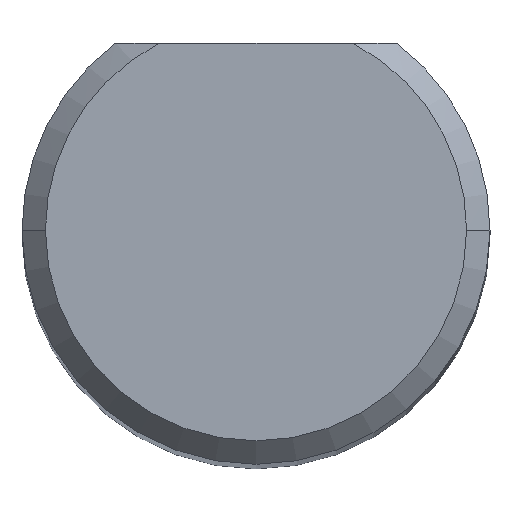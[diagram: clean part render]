
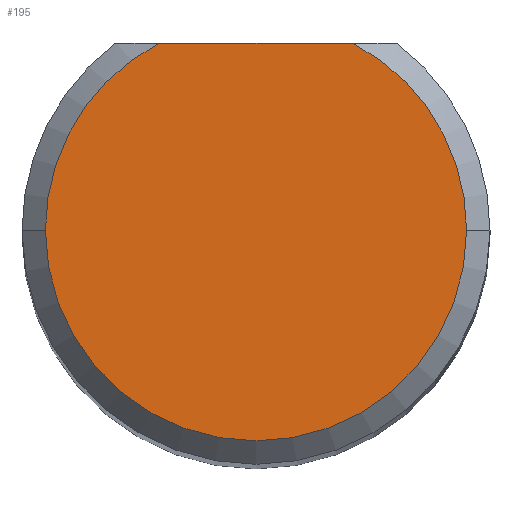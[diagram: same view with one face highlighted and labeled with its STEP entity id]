
A CAD part, top view. The second image highlights one B-rep face of the part: STEP entity #195.
In plain terms, the highlighted planar face has unit normal (0, 0, 1).
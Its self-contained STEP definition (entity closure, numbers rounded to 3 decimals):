
#131=VERTEX_POINT('NONE',#353);
#137=EDGE_CURVE('NONE',#235,#131,#359,.T.);
#145=EDGE_CURVE('NONE',#323,#235,#367,.T.);
#153=VERTEX_POINT('NONE',#375);
#173=EDGE_CURVE('NONE',#131,#153,#397,.T.);
#195=ADVANCED_FACE('NONE',(#422),#423,.F.);
#235=VERTEX_POINT('NONE',#469);
#277=EDGE_CURVE('NONE',#153,#323,#515,.F.);
#323=VERTEX_POINT('NONE',#565);
#353=CARTESIAN_POINT('',(0.825,1.6,0.));
#359=CIRCLE('',#596,1.8);
#367=CIRCLE('',#609,1.8);
#375=CARTESIAN_POINT('',(-0.825,1.6,0.));
#397=LINE('',#648,#649);
#422=FACE_OUTER_BOUND('',#682,.T.);
#423=PLANE('',#683);
#469=CARTESIAN_POINT('',(1.8,0.0,0.0));
#515=CIRCLE('',#826,1.8);
#565=CARTESIAN_POINT('',(-1.8,0.,0.0));
#596=AXIS2_PLACEMENT_3D('',#976,#977,#978);
#609=AXIS2_PLACEMENT_3D('',#981,#982,#983);
#648=CARTESIAN_POINT('',(-2.5,1.6,0.0));
#649=VECTOR('',#1014,1.0);
#682=EDGE_LOOP('',(#1048,#1049,#1050,#1051));
#683=AXIS2_PLACEMENT_3D('',#1052,#1053,#1054);
#826=AXIS2_PLACEMENT_3D('',#1172,#1173,#1174);
#976=CARTESIAN_POINT('',(0.0,0.0,0.0));
#977=DIRECTION('',(0.0,0.0,1.0));
#978=DIRECTION('',(1.0,0.0,0.0));
#981=CARTESIAN_POINT('',(0.0,0.0,0.0));
#982=DIRECTION('',(0.0,0.0,1.0));
#983=DIRECTION('',(1.0,0.0,0.0));
#1014=DIRECTION('',(-1.0,0.0,0.0));
#1048=ORIENTED_EDGE('',*,*,#277,.T.);
#1049=ORIENTED_EDGE('',*,*,#145,.T.);
#1050=ORIENTED_EDGE('',*,*,#137,.T.);
#1051=ORIENTED_EDGE('',*,*,#173,.T.);
#1052=CARTESIAN_POINT('',(0.0,0.0,0.0));
#1053=DIRECTION('',(0.0,0.0,-1.0));
#1054=DIRECTION('',(0.0,-1.0,0.0));
#1172=CARTESIAN_POINT('',(0.0,0.0,0.0));
#1173=DIRECTION('',(0.0,0.0,-1.0));
#1174=DIRECTION('',(1.0,0.0,0.0));
